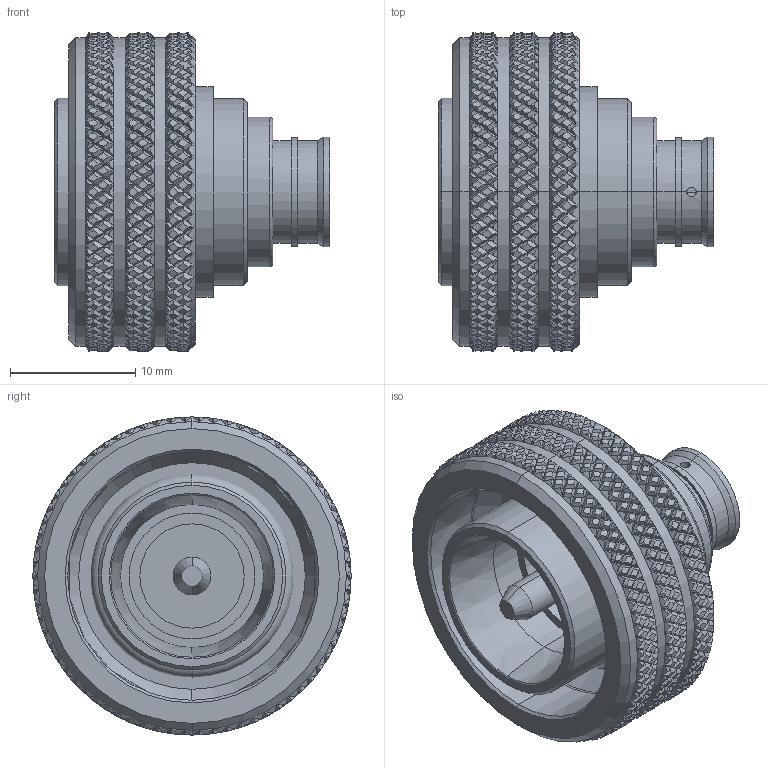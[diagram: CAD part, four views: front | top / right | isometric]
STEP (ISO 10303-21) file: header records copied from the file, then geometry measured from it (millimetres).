
FILE_DESCRIPTION (( 'STEP AP214' ), '1' );
FILE_NAME ('PE45658.step', '2021-01-28T21:23:01', ( '' ), ( '' ), 'SwSTEP 2.0', 'SolidWorks 2018', '' );
FILE_SCHEMA (( 'AUTOMOTIVE_DESIGN' ));
Products named in the file (1): PE45658
Bounding box: 22 x 25.4 x 25.4 mm (x, y, z)
Volume: 4007.5 mm3; surface area: 5276.1 mm2
Topology: 1 solids, 1 shells, 3343 faces, 7802 edges, 4480 vertices
Faces by surface type: bspline 2520, cylinder 754, cone 42, plane 23, torus 4
Entity records: 135096 total; most frequent: CARTESIAN_POINT 87202, ORIENTED_EDGE 15604, EDGE_CURVE 7802, VERTEX_POINT 4480, B_SPLINE_CURVE_WITH_KNOTS 3504, EDGE_LOOP 3364, FACE_OUTER_BOUND 3343, ADVANCED_FACE 3343
